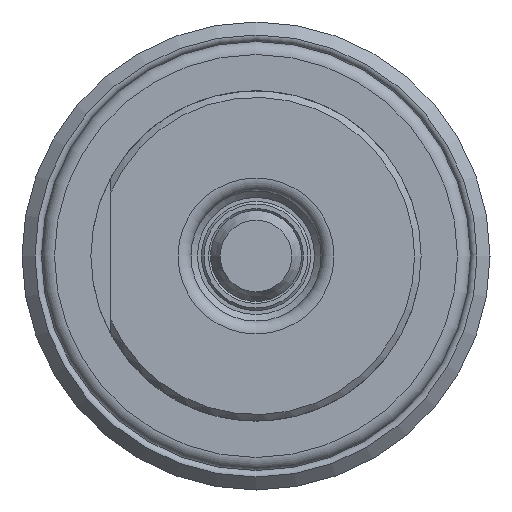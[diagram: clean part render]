
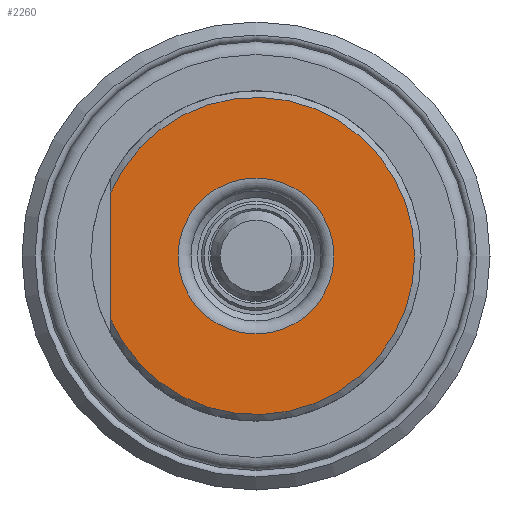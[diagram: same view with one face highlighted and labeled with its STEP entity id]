
A CAD part, left-side view. The second image highlights one B-rep face of the part: STEP entity #2260.
In plain terms, the highlighted planar face has unit normal (-1, 0, 0).
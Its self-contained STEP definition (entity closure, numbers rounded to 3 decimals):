
#109=FACE_BOUND('',#515,.T.);
#133=CIRCLE('',#2414,12.2);
#134=CIRCLE('',#2415,6.);
#135=CIRCLE('',#2416,6.);
#388=FACE_OUTER_BOUND('',#514,.T.);
#514=EDGE_LOOP('',(#1504,#1505));
#515=EDGE_LOOP('',(#1506,#1507));
#663=LINE('',#3632,#768);
#768=VECTOR('',#2788,10.);
#877=VERTEX_POINT('',#3627);
#878=VERTEX_POINT('',#3631);
#879=VERTEX_POINT('',#3640);
#880=VERTEX_POINT('',#3641);
#1136=EDGE_CURVE('',#878,#877,#663,.T.);
#1139=EDGE_CURVE('',#878,#877,#133,.T.);
#1140=EDGE_CURVE('',#879,#880,#134,.T.);
#1141=EDGE_CURVE('',#880,#879,#135,.T.);
#1504=ORIENTED_EDGE('',*,*,#1136,.T.);
#1505=ORIENTED_EDGE('',*,*,#1139,.F.);
#1506=ORIENTED_EDGE('',*,*,#1140,.T.);
#1507=ORIENTED_EDGE('',*,*,#1141,.T.);
#2222=PLANE('',#2413);
#2260=ADVANCED_FACE('',(#388,#109),#2222,.T.);
#2413=AXIS2_PLACEMENT_3D('',#3638,#2793,#2794);
#2414=AXIS2_PLACEMENT_3D('',#3639,#2795,#2796);
#2415=AXIS2_PLACEMENT_3D('',#3642,#2797,#2798);
#2416=AXIS2_PLACEMENT_3D('',#3643,#2799,#2800);
#2788=DIRECTION('',(0.,0.,-1.));
#2793=DIRECTION('center_axis',(-1.,0.,0.));
#2794=DIRECTION('ref_axis',(0.,0.,1.));
#2795=DIRECTION('center_axis',(1.,0.,0.));
#2796=DIRECTION('ref_axis',(0.,0.,-1.));
#2797=DIRECTION('center_axis',(1.,0.,0.));
#2798=DIRECTION('ref_axis',(0.,0.,-1.));
#2799=DIRECTION('center_axis',(1.,0.,0.));
#2800=DIRECTION('ref_axis',(0.,0.,-1.));
#3627=CARTESIAN_POINT('',(-58.,11.2,-4.837));
#3631=CARTESIAN_POINT('',(-58.,11.2,4.837));
#3632=CARTESIAN_POINT('',(-58.,11.2,0.156));
#3638=CARTESIAN_POINT('Origin',(-58.,12.2,0.));
#3639=CARTESIAN_POINT('Origin',(-58.,0.,0.));
#3640=CARTESIAN_POINT('',(-58.,6.,0.));
#3641=CARTESIAN_POINT('',(-58.,0.,6.));
#3642=CARTESIAN_POINT('Origin',(-58.,0.,0.));
#3643=CARTESIAN_POINT('Origin',(-58.,0.,0.));
